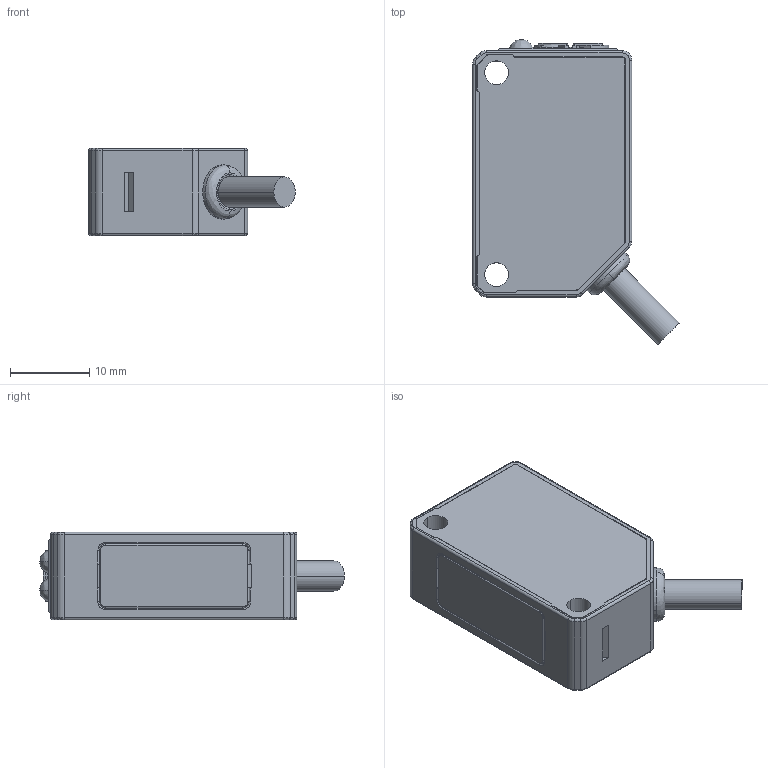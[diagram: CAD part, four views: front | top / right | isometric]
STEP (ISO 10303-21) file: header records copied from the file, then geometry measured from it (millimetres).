
FILE_DESCRIPTION (( 'STEP AP214' ), '1' );
FILE_NAME ('EST-200.STEP', '2015-07-31T06:30:14', ( '' ), ( '' ), 'SwSTEP 2.0', 'SolidWorks 2013', '' );
FILE_SCHEMA (( 'AUTOMOTIVE_DESIGN' ));
Length unit declared in the file: millimetre
Products named in the file (1): EST-200
Bounding box: 25.98 x 38.38 x 11 mm (x, y, z)
Volume: 6389.9 mm3; surface area: 3212.2 mm2
Topology: 1 solids, 1 shells, 271 faces, 705 edges, 446 vertices
Faces by surface type: plane 144, cylinder 93, bspline 30, torus 4
Entity records: 9539 total; most frequent: CARTESIAN_POINT 2077, ORIENTED_EDGE 1402, DIRECTION 1365, EDGE_CURVE 701, AXIS2_PLACEMENT_3D 456, LINE 453, VECTOR 453, VERTEX_POINT 446
